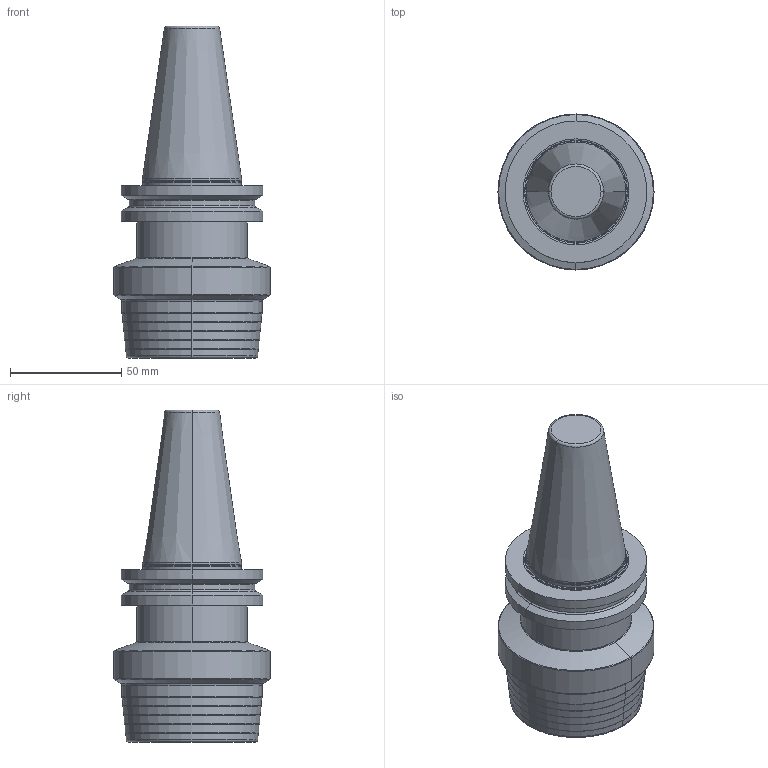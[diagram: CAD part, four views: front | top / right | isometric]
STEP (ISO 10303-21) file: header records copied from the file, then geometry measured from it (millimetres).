
FILE_DESCRIPTION((''),'2;1');
FILE_NAME('30526387','2020-09-08T11:41:13',('bahnemannr'),(''),'CREO PARAMETRIC BY PTC INC, 2019030','CREO PARAMETRIC BY PTC INC, 2019030','');
FILE_SCHEMA(('AP242_MANAGED_MODEL_BASED_3D_ENGINEERING_MIM_LF { 1 0 10303 442 1 1 4 }'));
Length unit declared in the file: millimetre
Products named in the file (1): 30526387
Bounding box: 70 x 70 x 148.9 mm (x, y, z)
Volume: 244541.4 mm3; surface area: 37295.4 mm2
Topology: 1 solids, 1 shells, 91 faces, 182 edges, 104 vertices
Faces by surface type: torus 36, cone 24, cylinder 18, plane 13
Entity records: 3794 total; most frequent: DIRECTION 544, CARTESIAN_POINT 399, ORIENTED_EDGE 364, AXIS2_PLACEMENT_3D 251, PRESENTATION_STYLE_ASSIGNMENT 186, STYLED_ITEM 186, CURVE_STYLE 185, EDGE_CURVE 182
